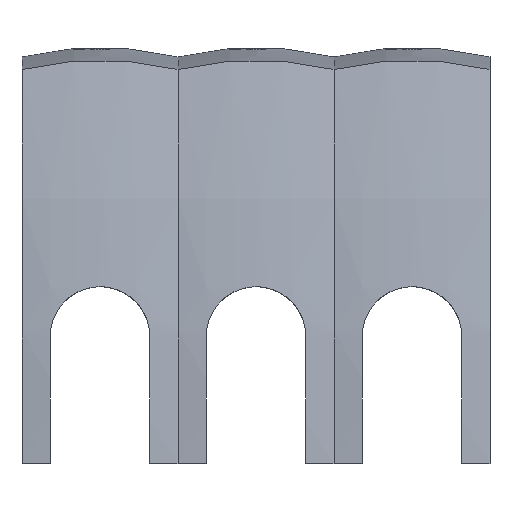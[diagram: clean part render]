
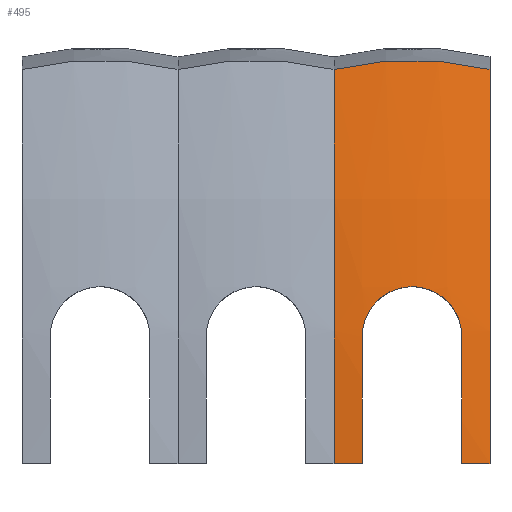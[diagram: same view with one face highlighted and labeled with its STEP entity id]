
A CAD part, front view. The second image highlights one B-rep face of the part: STEP entity #495.
In plain terms, the highlighted toroidal (fillet/blend) face has major radius 99 mm and minor radius 75 mm.
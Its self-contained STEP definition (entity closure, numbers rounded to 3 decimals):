
#274=TOROIDAL_SURFACE('',#2272,99.,75.);
#343=B_SPLINE_CURVE_WITH_KNOTS('',3,(#4081,#4082,#4083,#4084),
 .UNSPECIFIED.,.F.,.F.,(4,4),(0.,1.),.UNSPECIFIED.);
#344=B_SPLINE_CURVE_WITH_KNOTS('',3,(#4085,#4086,#4087,#4088,#4089,#4090,
#4091,#4092,#4093,#4094),.UNSPECIFIED.,.F.,.F.,(4,2,2,2,4),(0.,0.25,0.5,
0.75,1.),.UNSPECIFIED.);
#345=B_SPLINE_CURVE_WITH_KNOTS('',3,(#4095,#4096,#4097,#4098,#4099,#4100,
#4101),.UNSPECIFIED.,.F.,.F.,(4,3,4),(0.,0.168,1.),
 .UNSPECIFIED.);
#346=B_SPLINE_CURVE_WITH_KNOTS('',3,(#4102,#4103,#4104,#4105,#4106,#4107),
 .UNSPECIFIED.,.F.,.F.,(4,2,4),(0.,0.5,1.),.UNSPECIFIED.);
#390=CIRCLE('',#2224,173.624);
#391=CIRCLE('',#2226,173.846);
#404=CIRCLE('',#2247,173.624);
#413=CIRCLE('',#2270,173.846);
#495=ADVANCED_FACE('',(#651),#274,.T.);
#651=FACE_OUTER_BOUND('',#759,.T.);
#759=EDGE_LOOP('',(#1254,#1255,#1256,#1257,#1258,#1259,#1260,#1261));
#1254=ORIENTED_EDGE('',*,*,#1812,.F.);
#1255=ORIENTED_EDGE('',*,*,#1809,.F.);
#1256=ORIENTED_EDGE('',*,*,#1813,.T.);
#1257=ORIENTED_EDGE('',*,*,#1726,.T.);
#1258=ORIENTED_EDGE('',*,*,#1814,.F.);
#1259=ORIENTED_EDGE('',*,*,#1723,.F.);
#1260=ORIENTED_EDGE('',*,*,#1815,.F.);
#1261=ORIENTED_EDGE('',*,*,#1771,.T.);
#1479=VERTEX_POINT('',#3636);
#1480=VERTEX_POINT('',#3638);
#1481=VERTEX_POINT('',#3642);
#1482=VERTEX_POINT('',#3644);
#1511=VERTEX_POINT('',#3936);
#1517=VERTEX_POINT('',#3969);
#1538=VERTEX_POINT('',#4076);
#1539=VERTEX_POINT('',#4077);
#1723=EDGE_CURVE('',#1479,#1480,#390,.T.);
#1726=EDGE_CURVE('',#1482,#1481,#391,.T.);
#1771=EDGE_CURVE('',#1511,#1517,#404,.T.);
#1809=EDGE_CURVE('',#1538,#1539,#413,.T.);
#1812=EDGE_CURVE('',#1539,#1517,#343,.T.);
#1813=EDGE_CURVE('',#1538,#1482,#344,.T.);
#1814=EDGE_CURVE('',#1480,#1481,#345,.T.);
#1815=EDGE_CURVE('',#1511,#1479,#346,.T.);
#2224=AXIS2_PLACEMENT_3D('',#3637,#2586,#2587);
#2226=AXIS2_PLACEMENT_3D('',#3643,#2592,#2593);
#2247=AXIS2_PLACEMENT_3D('',#3970,#2648,#2649);
#2270=AXIS2_PLACEMENT_3D('',#4075,#2716,#2717);
#2272=AXIS2_PLACEMENT_3D('',#4108,#2722,#2723);
#2586=DIRECTION('',(1.,0.,0.));
#2587=DIRECTION('',(0.,0.,1.));
#2592=DIRECTION('',(1.,0.,0.));
#2593=DIRECTION('',(0.,-0.995,0.096));
#2648=DIRECTION('',(1.,0.,0.));
#2649=DIRECTION('',(0.,-0.97,0.242));
#2716=DIRECTION('',(1.,0.,0.));
#2717=DIRECTION('',(0.,-0.995,0.096));
#2722=DIRECTION('',(1.,0.,0.));
#2723=DIRECTION('',(0.,1.,0.));
#3636=CARTESIAN_POINT('',(22.5,-49.343,47.947));
#3637=CARTESIAN_POINT('',(22.5,119.043,5.621));
#3638=CARTESIAN_POINT('',(22.5,-54.524,10.06));
#3642=CARTESIAN_POINT('',(19.8,-54.746,10.06));
#3643=CARTESIAN_POINT('',(19.8,119.043,5.621));
#3644=CARTESIAN_POINT('',(19.8,-54.005,22.26));
#3936=CARTESIAN_POINT('',(7.5,-49.343,47.947));
#3969=CARTESIAN_POINT('',(7.5,-54.524,10.06));
#3970=CARTESIAN_POINT('',(7.5,119.043,5.621));
#4075=CARTESIAN_POINT('',(10.2,119.043,5.621));
#4076=CARTESIAN_POINT('',(10.2,-54.005,22.26));
#4077=CARTESIAN_POINT('',(10.2,-54.746,10.06));
#4081=CARTESIAN_POINT('',(10.2,-54.746,10.06));
#4082=CARTESIAN_POINT('',(9.299,-54.688,10.06));
#4083=CARTESIAN_POINT('',(8.398,-54.614,10.06));
#4084=CARTESIAN_POINT('',(7.5,-54.524,10.06));
#4085=CARTESIAN_POINT('',(10.2,-54.005,22.26));
#4086=CARTESIAN_POINT('',(10.2,-53.883,23.524));
#4087=CARTESIAN_POINT('',(10.717,-53.785,24.764));
#4088=CARTESIAN_POINT('',(12.488,-53.66,26.538));
#4089=CARTESIAN_POINT('',(13.743,-53.631,27.059));
#4090=CARTESIAN_POINT('',(16.251,-53.631,27.061));
#4091=CARTESIAN_POINT('',(17.499,-53.659,26.55));
#4092=CARTESIAN_POINT('',(19.291,-53.785,24.757));
#4093=CARTESIAN_POINT('',(19.8,-53.883,23.525));
#4094=CARTESIAN_POINT('',(19.8,-54.005,22.26));
#4095=CARTESIAN_POINT('',(22.5,-54.524,10.06));
#4096=CARTESIAN_POINT('',(22.349,-54.539,10.06));
#4097=CARTESIAN_POINT('',(22.198,-54.554,10.06));
#4098=CARTESIAN_POINT('',(22.047,-54.568,10.06));
#4099=CARTESIAN_POINT('',(21.299,-54.639,10.06));
#4100=CARTESIAN_POINT('',(20.55,-54.698,10.06));
#4101=CARTESIAN_POINT('',(19.8,-54.746,10.06));
#4102=CARTESIAN_POINT('',(7.5,-49.343,47.947));
#4103=CARTESIAN_POINT('',(9.973,-49.446,48.555));
#4104=CARTESIAN_POINT('',(12.47,-49.5,48.854));
#4105=CARTESIAN_POINT('',(17.509,-49.5,48.855));
#4106=CARTESIAN_POINT('',(20.061,-49.445,48.546));
#4107=CARTESIAN_POINT('',(22.5,-49.343,47.947));
#4108=CARTESIAN_POINT('',(15.,119.043,5.621));
